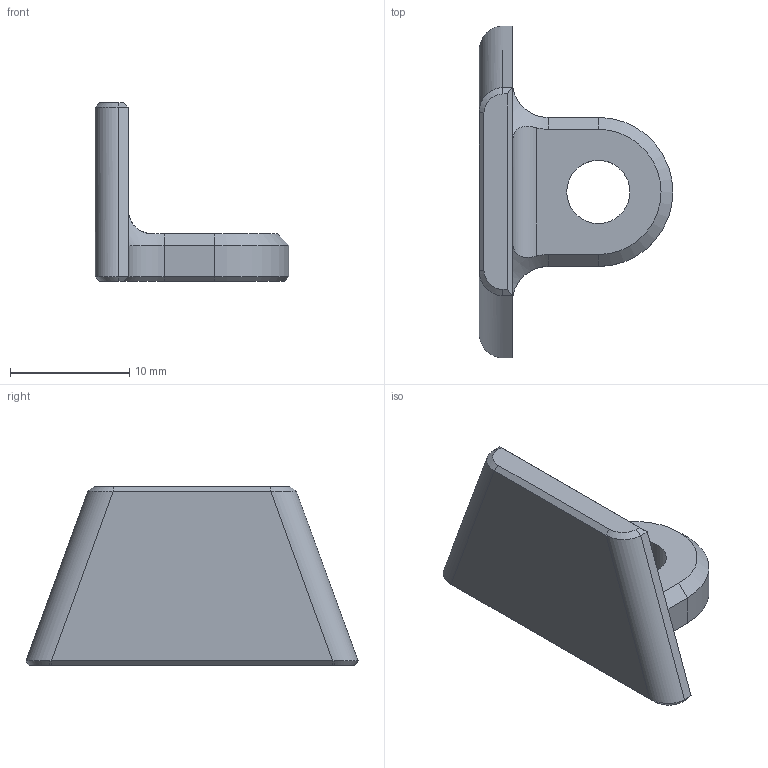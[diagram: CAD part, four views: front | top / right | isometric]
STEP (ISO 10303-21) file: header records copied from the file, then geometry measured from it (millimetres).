
FILE_DESCRIPTION(/* description */ (''),/* implementation_level */ '2;1');
FILE_NAME(/* name */ 'X Max Stop Block.step',/* time_stamp */ '2023-06-08T08:02:06-05:00',/* author */ (''),/* organization */ (''),/* preprocessor_version */ 'ST-DEVELOPER v19.2',/* originating_system */ 'Autodesk Translation Framework v12.6.0.85',/* authorisation */ '');
FILE_SCHEMA (('AUTOMOTIVE_DESIGN { 1 0 10303 214 3 1 1 }'));
Length unit declared in the file: millimetre
Products named in the file (1): X Max Stop Block
Bounding box: 16.25 x 27.83 x 15 mm (x, y, z)
Volume: 1433 mm3; surface area: 1211.3 mm2
Topology: 1 solids, 1 shells, 42 faces, 103 edges, 63 vertices
Faces by surface type: plane 22, cylinder 7, cone 7, bspline 6
Full cylindrical faces by diameter (mm): 5.3 x1
Entity records: 1379 total; most frequent: CARTESIAN_POINT 398, ORIENTED_EDGE 206, DIRECTION 173, EDGE_CURVE 103, LINE 69, VECTOR 69, VERTEX_POINT 63, AXIS2_PLACEMENT_3D 52
